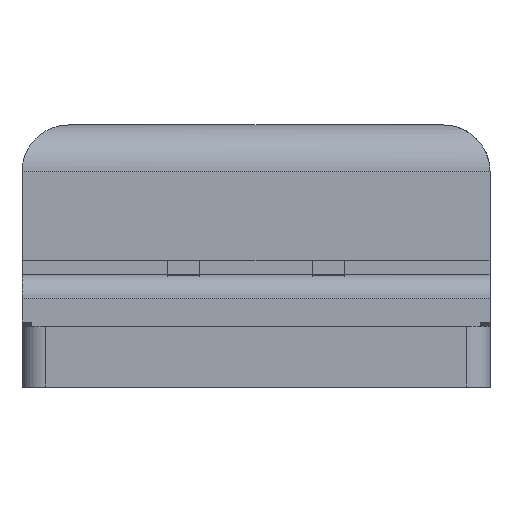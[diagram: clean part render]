
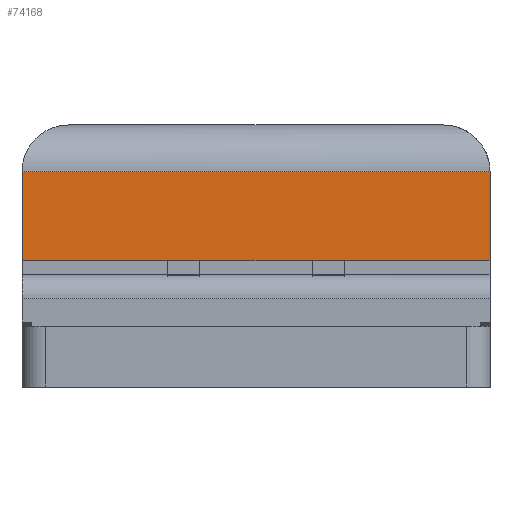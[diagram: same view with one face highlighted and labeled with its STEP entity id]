
A CAD part, front view. The second image highlights one B-rep face of the part: STEP entity #74168.
In plain terms, the highlighted planar face has unit normal (0, -1, 0).
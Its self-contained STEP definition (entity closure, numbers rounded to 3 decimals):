
#6982 = VERTEX_POINT('',#6983);
#6983 = CARTESIAN_POINT('',(44.,167.,22.));
#7009 = CYLINDRICAL_SURFACE('',#7010,5.);
#7010 = AXIS2_PLACEMENT_3D('',#7011,#7012,#7013);
#7011 = CARTESIAN_POINT('',(-70.,172.,22.));
#7012 = DIRECTION('',(1.,0.,0.));
#7013 = DIRECTION('',(0.,-1.,0.));
#7112 = PLANE('',#7113);
#7113 = AXIS2_PLACEMENT_3D('',#7114,#7115,#7116);
#7114 = CARTESIAN_POINT('',(44.,176.311,7.519));
#7115 = DIRECTION('',(1.,0.,0.));
#7116 = DIRECTION('',(0.,1.,0.));
#7176 = EDGE_CURVE('',#7177,#6982,#7179,.T.);
#7177 = VERTEX_POINT('',#7178);
#7178 = CARTESIAN_POINT('',(-6.,167.,22.));
#7179 = SURFACE_CURVE('',#7180,(#7184,#7191),.PCURVE_S1.);
#7180 = LINE('',#7181,#7182);
#7181 = CARTESIAN_POINT('',(-70.,167.,22.));
#7182 = VECTOR('',#7183,1.);
#7183 = DIRECTION('',(1.,0.,0.));
#7184 = PCURVE('',#7009,#7185);
#7185 = DEFINITIONAL_REPRESENTATION('',(#7186),#7190);
#7186 = LINE('',#7187,#7188);
#7187 = CARTESIAN_POINT('',(0.,0.));
#7188 = VECTOR('',#7189,1.);
#7189 = DIRECTION('',(0.,1.));
#7190 = ( GEOMETRIC_REPRESENTATION_CONTEXT(2) 
PARAMETRIC_REPRESENTATION_CONTEXT() REPRESENTATION_CONTEXT('2D SPACE',''
  ) );
#7191 = PCURVE('',#7192,#7197);
#7192 = PLANE('',#7193);
#7193 = AXIS2_PLACEMENT_3D('',#7194,#7195,#7196);
#7194 = CARTESIAN_POINT('',(-70.,167.,-2.));
#7195 = DIRECTION('',(0.,1.,0.));
#7196 = DIRECTION('',(0.,0.,1.));
#7197 = DEFINITIONAL_REPRESENTATION('',(#7198),#7202);
#7198 = LINE('',#7199,#7200);
#7199 = CARTESIAN_POINT('',(24.,0.));
#7200 = VECTOR('',#7201,1.);
#7201 = DIRECTION('',(0.,1.));
#7202 = ( GEOMETRIC_REPRESENTATION_CONTEXT(2) 
PARAMETRIC_REPRESENTATION_CONTEXT() REPRESENTATION_CONTEXT('2D SPACE',''
  ) );
#7270 = EDGE_CURVE('',#7271,#6982,#7273,.T.);
#7271 = VERTEX_POINT('',#7272);
#7272 = CARTESIAN_POINT('',(44.,167.,-1.));
#7273 = SURFACE_CURVE('',#7274,(#7278,#7285),.PCURVE_S1.);
#7274 = LINE('',#7275,#7276);
#7275 = CARTESIAN_POINT('',(44.,167.,2.76));
#7276 = VECTOR('',#7277,1.);
#7277 = DIRECTION('',(0.,0.,1.));
#7278 = PCURVE('',#7112,#7279);
#7279 = DEFINITIONAL_REPRESENTATION('',(#7280),#7284);
#7280 = LINE('',#7281,#7282);
#7281 = CARTESIAN_POINT('',(-9.311,-4.76));
#7282 = VECTOR('',#7283,1.);
#7283 = DIRECTION('',(0.,1.));
#7284 = ( GEOMETRIC_REPRESENTATION_CONTEXT(2) 
PARAMETRIC_REPRESENTATION_CONTEXT() REPRESENTATION_CONTEXT('2D SPACE',''
  ) );
#7285 = PCURVE('',#7192,#7286);
#7286 = DEFINITIONAL_REPRESENTATION('',(#7287),#7291);
#7287 = LINE('',#7288,#7289);
#7288 = CARTESIAN_POINT('',(4.76,114.));
#7289 = VECTOR('',#7290,1.);
#7290 = DIRECTION('',(1.,0.));
#7291 = ( GEOMETRIC_REPRESENTATION_CONTEXT(2) 
PARAMETRIC_REPRESENTATION_CONTEXT() REPRESENTATION_CONTEXT('2D SPACE',''
  ) );
#7309 = PLANE('',#7310);
#7310 = AXIS2_PLACEMENT_3D('',#7311,#7312,#7313);
#7311 = CARTESIAN_POINT('',(19.,163.885,-1.));
#7312 = DIRECTION('',(0.,0.,-1.));
#7313 = DIRECTION('',(-1.,0.,0.));
#27377 = PLANE('',#27378);
#27378 = AXIS2_PLACEMENT_3D('',#27379,#27380,#27381);
#27379 = CARTESIAN_POINT('',(-6.,176.311,7.519));
#27380 = DIRECTION('',(-1.,0.,0.));
#27381 = DIRECTION('',(0.,0.,-1.));
#50135 = EDGE_CURVE('',#50136,#7271,#50138,.T.);
#50136 = VERTEX_POINT('',#50137);
#50137 = CARTESIAN_POINT('',(-6.,167.,-1.));
#50138 = SURFACE_CURVE('',#50139,(#50143,#50149),.PCURVE_S1.);
#50139 = LINE('',#50140,#50141);
#50140 = CARTESIAN_POINT('',(-25.5,167.,-1.));
#50141 = VECTOR('',#50142,1.);
#50142 = DIRECTION('',(1.,0.,0.));
#50143 = PCURVE('',#7309,#50144);
#50144 = DEFINITIONAL_REPRESENTATION('',(#50145),#50148);
#50145 = B_SPLINE_CURVE_WITH_KNOTS('',1,(#50146,#50147),.UNSPECIFIED.,
  .F.,.F.,(2,2),(14.5,74.5),.PIECEWISE_BEZIER_KNOTS.);
#50146 = CARTESIAN_POINT('',(30.,3.115));
#50147 = CARTESIAN_POINT('',(-30.,3.115));
#50148 = ( GEOMETRIC_REPRESENTATION_CONTEXT(2) 
PARAMETRIC_REPRESENTATION_CONTEXT() REPRESENTATION_CONTEXT('2D SPACE',''
  ) );
#50149 = PCURVE('',#7192,#50150);
#50150 = DEFINITIONAL_REPRESENTATION('',(#50151),#50154);
#50151 = B_SPLINE_CURVE_WITH_KNOTS('',1,(#50152,#50153),.UNSPECIFIED.,
  .F.,.F.,(2,2),(14.5,74.5),.PIECEWISE_BEZIER_KNOTS.);
#50152 = CARTESIAN_POINT('',(1.,59.));
#50153 = CARTESIAN_POINT('',(1.,119.));
#50154 = ( GEOMETRIC_REPRESENTATION_CONTEXT(2) 
PARAMETRIC_REPRESENTATION_CONTEXT() REPRESENTATION_CONTEXT('2D SPACE',''
  ) );
#71367 = EDGE_CURVE('',#7177,#50136,#71368,.T.);
#71368 = SURFACE_CURVE('',#71369,(#71373,#71380),.PCURVE_S1.);
#71369 = LINE('',#71370,#71371);
#71370 = CARTESIAN_POINT('',(-6.,167.,2.76));
#71371 = VECTOR('',#71372,1.);
#71372 = DIRECTION('',(0.,0.,-1.));
#71373 = PCURVE('',#27377,#71374);
#71374 = DEFINITIONAL_REPRESENTATION('',(#71375),#71379);
#71375 = LINE('',#71376,#71377);
#71376 = CARTESIAN_POINT('',(4.76,9.311));
#71377 = VECTOR('',#71378,1.);
#71378 = DIRECTION('',(1.,0.));
#71379 = ( GEOMETRIC_REPRESENTATION_CONTEXT(2) 
PARAMETRIC_REPRESENTATION_CONTEXT() REPRESENTATION_CONTEXT('2D SPACE',''
  ) );
#71380 = PCURVE('',#7192,#71381);
#71381 = DEFINITIONAL_REPRESENTATION('',(#71382),#71386);
#71382 = LINE('',#71383,#71384);
#71383 = CARTESIAN_POINT('',(4.76,64.));
#71384 = VECTOR('',#71385,1.);
#71385 = DIRECTION('',(-1.,0.));
#71386 = ( GEOMETRIC_REPRESENTATION_CONTEXT(2) 
PARAMETRIC_REPRESENTATION_CONTEXT() REPRESENTATION_CONTEXT('2D SPACE',''
  ) );
#74168 = ADVANCED_FACE('',(#74169),#7192,.F.);
#74169 = FACE_BOUND('',#74170,.T.);
#74170 = EDGE_LOOP('',(#74171,#74172,#74173,#74174));
#74171 = ORIENTED_EDGE('',*,*,#7176,.F.);
#74172 = ORIENTED_EDGE('',*,*,#71367,.T.);
#74173 = ORIENTED_EDGE('',*,*,#50135,.T.);
#74174 = ORIENTED_EDGE('',*,*,#7270,.T.);
